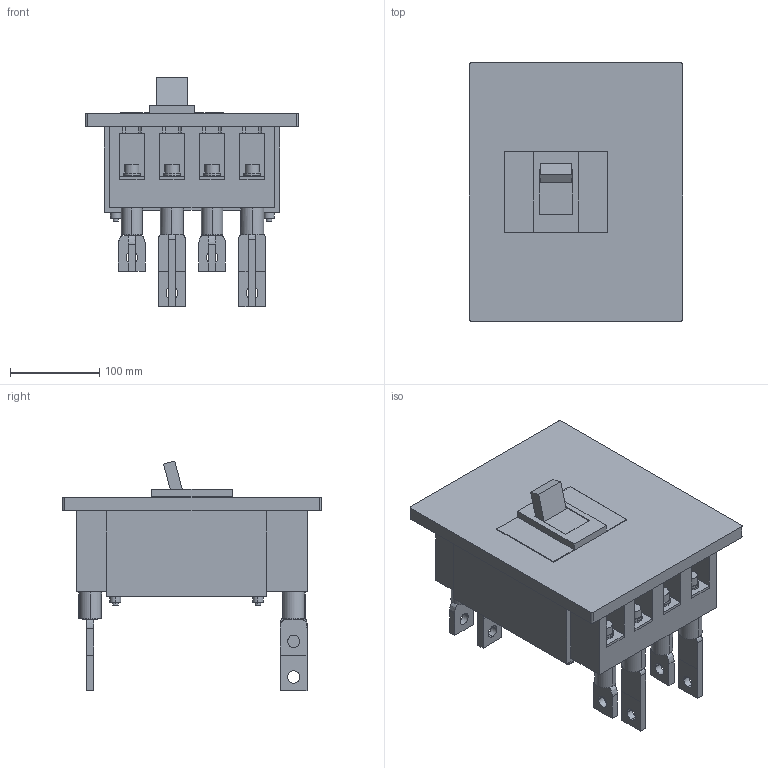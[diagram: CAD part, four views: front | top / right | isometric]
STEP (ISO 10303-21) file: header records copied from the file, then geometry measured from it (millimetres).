
FILE_DESCRIPTION (( 'STEP AP214' ), '1' );
FILE_NAME ('PS400NF4P.STEP', '2023-03-13T05:49:24', ( 'CAD' ), ( '' ), 'SwSTEP 2.0', 'SolidWorks 2015', '' );
FILE_SCHEMA (( 'AUTOMOTIVE_DESIGN' ));
Length unit declared in the file: millimetre
Products named in the file (1): PS400NF4P
Bounding box: 239 x 290 x 257.78 mm (x, y, z)
Volume: 5670994.8 mm3; surface area: 392697.7 mm2
Topology: 29 solids, 29 shells, 514 faces, 1204 edges, 792 vertices
Faces by surface type: plane 322, cylinder 176, bspline 16
Entity records: 19633 total; most frequent: CARTESIAN_POINT 3963, DIRECTION 2498, ORIENTED_EDGE 2408, EDGE_CURVE 1204, AXIS2_PLACEMENT_3D 867, VERTEX_POINT 792, VECTOR 764, LINE 764
